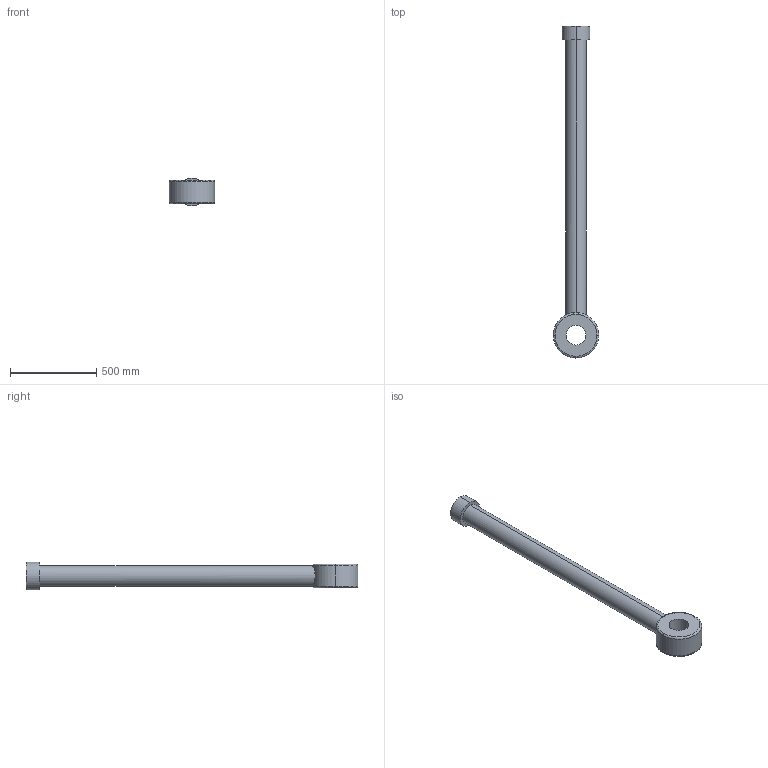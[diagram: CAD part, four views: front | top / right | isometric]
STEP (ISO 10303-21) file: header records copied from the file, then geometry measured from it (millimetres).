
FILE_DESCRIPTION (( 'STEP AP203' ), '1' );
FILE_NAME ('9. Piston 01_Default_sldprt.STEP', '2023-03-20T07:55:33', ( '' ), ( '' ), 'SwSTEP 2.0', 'SolidWorks 2019', '' );
FILE_SCHEMA (( 'CONFIG_CONTROL_DESIGN' ));
Length unit declared in the file: millimetre
Products named in the file (1): 9. Piston 01_Default_sldprt
Bounding box: 264 x 1929.19 x 161.5 mm (x, y, z)
Volume: 26123076.8 mm3; surface area: 911111.5 mm2
Topology: 1 solids, 1 shells, 21 faces, 46 edges, 28 vertices
Faces by surface type: cylinder 9, torus 6, plane 4, bspline 2
Entity records: 919 total; most frequent: CARTESIAN_POINT 372, DIRECTION 108, ORIENTED_EDGE 92, AXIS2_PLACEMENT_3D 50, EDGE_CURVE 46, CIRCLE 30, VERTEX_POINT 28, EDGE_LOOP 24
